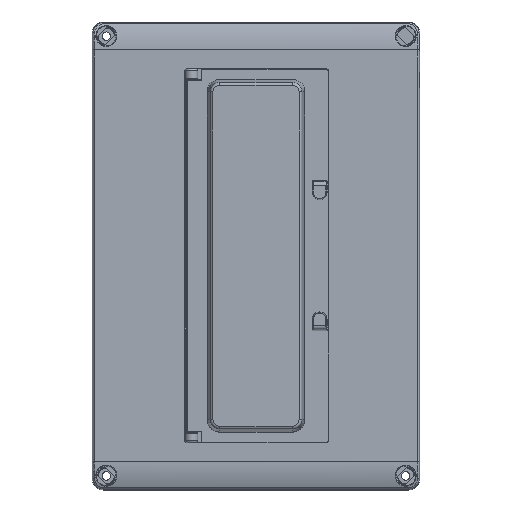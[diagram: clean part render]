
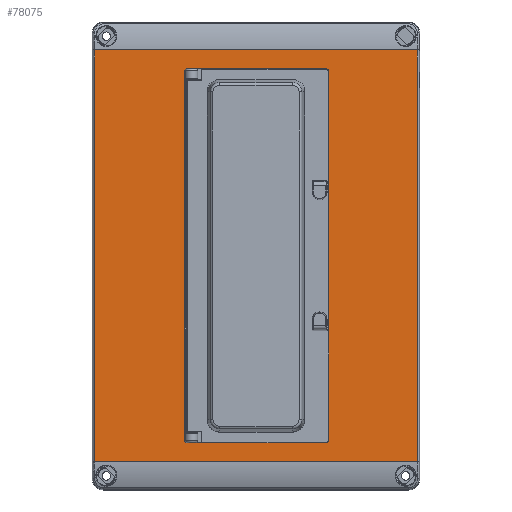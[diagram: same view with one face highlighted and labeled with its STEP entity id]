
A CAD part, top view. The second image highlights one B-rep face of the part: STEP entity #78075.
In plain terms, the highlighted planar face has unit normal (0, 0, 1).
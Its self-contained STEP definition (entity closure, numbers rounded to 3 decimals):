
#73015=DIRECTION('',(0.,1.,0.));
#73016=VECTOR('',#73015,172.162);
#73017=CARTESIAN_POINT('',(-110.,-86.081,25.));
#73018=LINE('',#73017,#73016);
#73019=CARTESIAN_POINT('',(87.55,19.5,25.));
#73020=DIRECTION('',(0.,0.,1.));
#73021=DIRECTION('',(1.,0.,0.));
#73022=AXIS2_PLACEMENT_3D('',#73019,#73020,#73021);
#73024=DIRECTION('',(-1.,0.,0.));
#73025=VECTOR('',#73024,175.1);
#73026=CARTESIAN_POINT('',(87.55,26.5,25.));
#73027=LINE('',#73026,#73025);
#73028=CARTESIAN_POINT('',(-87.55,19.5,25.));
#73029=DIRECTION('',(0.,0.,1.));
#73030=DIRECTION('',(0.,1.,0.));
#73031=AXIS2_PLACEMENT_3D('',#73028,#73029,#73030);
#73033=DIRECTION('',(0.,-1.,0.));
#73034=VECTOR('',#73033,39.);
#73035=CARTESIAN_POINT('',(-94.55,19.5,25.));
#73036=LINE('',#73035,#73034);
#73037=CARTESIAN_POINT('',(-87.55,-19.5,25.));
#73038=DIRECTION('',(0.,0.,1.));
#73039=DIRECTION('',(-1.,0.,0.));
#73040=AXIS2_PLACEMENT_3D('',#73037,#73038,#73039);
#73042=DIRECTION('',(1.,0.,0.));
#73043=VECTOR('',#73042,175.1);
#73044=CARTESIAN_POINT('',(-87.55,-26.5,25.));
#73045=LINE('',#73044,#73043);
#73046=CARTESIAN_POINT('',(87.55,-19.5,25.));
#73047=DIRECTION('',(0.,0.,1.));
#73048=DIRECTION('',(0.,-1.,0.));
#73049=AXIS2_PLACEMENT_3D('',#73046,#73047,#73048);
#73051=DIRECTION('',(0.,1.,0.));
#73052=VECTOR('',#73051,39.);
#73053=CARTESIAN_POINT('',(94.55,-19.5,25.));
#73054=LINE('',#73053,#73052);
#73059=DIRECTION('',(-1.,0.,0.));
#73060=VECTOR('',#73059,220.);
#73061=CARTESIAN_POINT('',(110.,-86.081,25.));
#73062=LINE('',#73061,#73060);
#73200=CARTESIAN_POINT('',(-110.,86.081,25.));
#73211=DIRECTION('',(1.,0.,0.));
#73212=VECTOR('',#73211,220.);
#73213=CARTESIAN_POINT('',(-110.,86.081,25.));
#73214=LINE('',#73213,#73212);
#73411=DIRECTION('',(0.,1.,0.));
#73412=VECTOR('',#73411,172.162);
#73413=CARTESIAN_POINT('',(110.,-86.081,25.));
#73414=LINE('',#73413,#73412);
#74366=CARTESIAN_POINT('',(110.,-86.081,25.));
#74367=CARTESIAN_POINT('',(-110.,-86.081,25.));
#74368=VERTEX_POINT('',#74366);
#74369=VERTEX_POINT('',#74367);
#74381=VERTEX_POINT('',#73200);
#74384=CARTESIAN_POINT('',(110.,86.081,25.));
#74385=VERTEX_POINT('',#74384);
#74542=CARTESIAN_POINT('',(94.55,19.5,25.));
#74543=CARTESIAN_POINT('',(87.55,26.5,25.));
#74544=VERTEX_POINT('',#74542);
#74545=VERTEX_POINT('',#74543);
#74546=CARTESIAN_POINT('',(-87.55,26.5,25.));
#74547=VERTEX_POINT('',#74546);
#74548=CARTESIAN_POINT('',(-94.55,19.5,25.));
#74549=VERTEX_POINT('',#74548);
#74550=CARTESIAN_POINT('',(-94.55,-19.5,25.));
#74551=VERTEX_POINT('',#74550);
#74552=CARTESIAN_POINT('',(-87.55,-26.5,25.));
#74553=VERTEX_POINT('',#74552);
#74554=CARTESIAN_POINT('',(87.55,-26.5,25.));
#74555=VERTEX_POINT('',#74554);
#74556=CARTESIAN_POINT('',(94.55,-19.5,25.));
#74557=VERTEX_POINT('',#74556);
#78043=CARTESIAN_POINT('',(-110.,-87.5,25.));
#78044=DIRECTION('',(0.,0.,1.));
#78045=DIRECTION('',(1.,0.,0.));
#78046=AXIS2_PLACEMENT_3D('',#78043,#78044,#78045);
#78047=PLANE('',#78046);
#78049=ORIENTED_EDGE('',*,*,#78048,.T.);
#78051=ORIENTED_EDGE('',*,*,#78050,.T.);
#78053=ORIENTED_EDGE('',*,*,#78052,.T.);
#78055=ORIENTED_EDGE('',*,*,#78054,.F.);
#78056=EDGE_LOOP('',(#78049,#78051,#78053,#78055));
#78057=FACE_OUTER_BOUND('',#78056,.F.);
#78058=ORIENTED_EDGE('',*,*,#78033,.T.);
#78060=ORIENTED_EDGE('',*,*,#78059,.T.);
#78062=ORIENTED_EDGE('',*,*,#78061,.T.);
#78064=ORIENTED_EDGE('',*,*,#78063,.T.);
#78066=ORIENTED_EDGE('',*,*,#78065,.T.);
#78068=ORIENTED_EDGE('',*,*,#78067,.T.);
#78070=ORIENTED_EDGE('',*,*,#78069,.T.);
#78072=ORIENTED_EDGE('',*,*,#78071,.T.);
#78073=EDGE_LOOP('',(#78058,#78060,#78062,#78064,#78066,#78068,#78070,#78072));
#78074=FACE_BOUND('',#78073,.F.);
#78075=ADVANCED_FACE('',(#78057,#78074),#78047,.T.);
#73023=CIRCLE('',#73022,7.);
#73032=CIRCLE('',#73031,7.);
#73041=CIRCLE('',#73040,7.);
#73050=CIRCLE('',#73049,7.);
#78033=EDGE_CURVE('',#74544,#74545,#73023,.T.);
#78048=EDGE_CURVE('',#74368,#74369,#73062,.T.);
#78050=EDGE_CURVE('',#74369,#74381,#73018,.T.);
#78052=EDGE_CURVE('',#74381,#74385,#73214,.T.);
#78054=EDGE_CURVE('',#74368,#74385,#73414,.T.);
#78059=EDGE_CURVE('',#74545,#74547,#73027,.T.);
#78061=EDGE_CURVE('',#74547,#74549,#73032,.T.);
#78063=EDGE_CURVE('',#74549,#74551,#73036,.T.);
#78065=EDGE_CURVE('',#74551,#74553,#73041,.T.);
#78067=EDGE_CURVE('',#74553,#74555,#73045,.T.);
#78069=EDGE_CURVE('',#74555,#74557,#73050,.T.);
#78071=EDGE_CURVE('',#74557,#74544,#73054,.T.);
